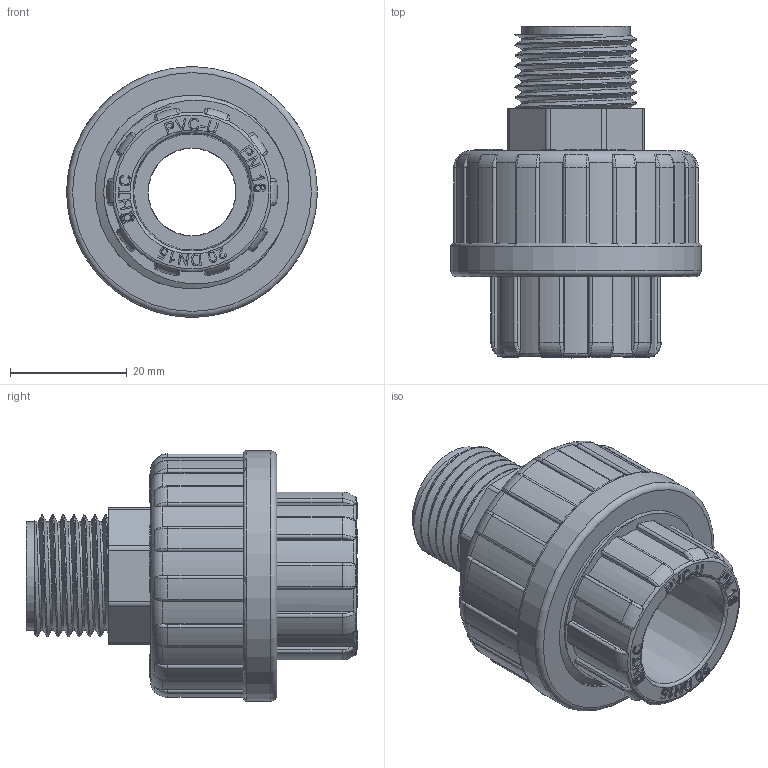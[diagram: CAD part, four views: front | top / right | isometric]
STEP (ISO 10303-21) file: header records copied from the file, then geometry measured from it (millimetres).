
FILE_DESCRIPTION(/* description */ (''),/* implementation_level */ '2;1');
FILE_NAME(/* name */ '20铜制外螺纹.stp',/* time_stamp */ '2025-04-28T09:52:34+08:00',/* author */ (''),/* organization */ (''),/* preprocessor_version */ 'ST-DEVELOPER v16',/* originating_system */ 'SIEMENS PLM Software NX 10.0',/* authorisation */ '');
FILE_SCHEMA (('AUTOMOTIVE_DESIGN { 1 0 10303 214 3 1 1 1 }'));
Length unit declared in the file: millimetre
Products named in the file (1): gelv1FDCC71Dejkj
Bounding box: 43 x 56.95 x 43 mm (x, y, z)
Volume: 30631.4 mm3; surface area: 19394.4 mm2
Topology: 3 solids, 3 shells, 775 faces, 2072 edges, 1346 vertices
Faces by surface type: plane 325, extrusion 209, cylinder 153, bspline 57, torus 30, cone 1
Full cylindrical faces by diameter (mm): 1.104 x1, 1.533 x1, 2.073 x1, 2.792 x1, 15 x1, 15.1 x1, 16 x1, 18.6 x1, 18.631 x7, 23.5 x1, 27.1 x1, 27.7 x1, 30 x1, 30.291 x4, 33.249 x7, 43 x1
Entity records: 31736 total; most frequent: CARTESIAN_POINT 14982, ORIENTED_EDGE 3958, DIRECTION 2482, EDGE_CURVE 1979, VERTEX_POINT 1297, B_SPLINE_CURVE_WITH_KNOTS 1221, VECTOR 854, EDGE_LOOP 832
